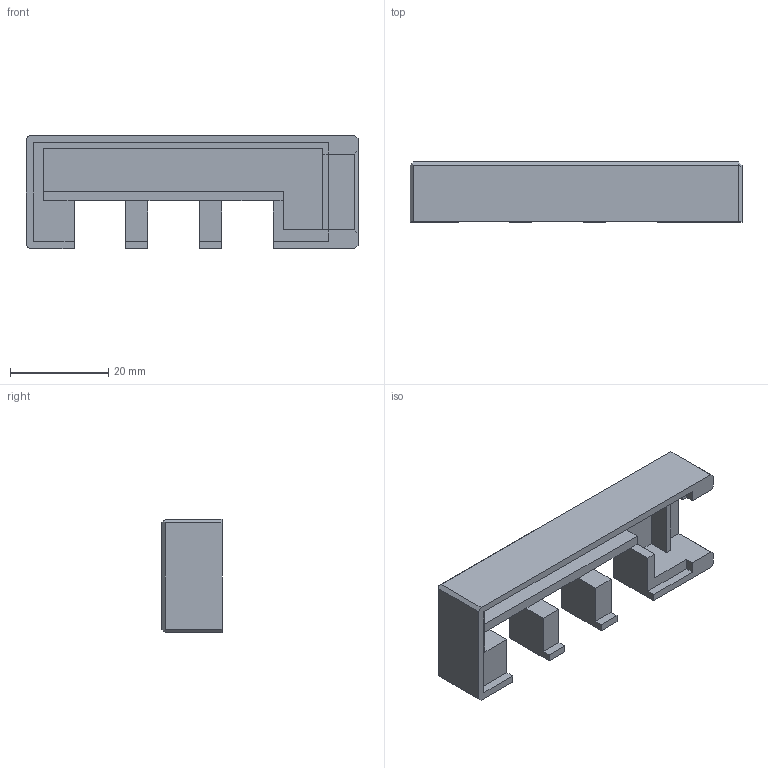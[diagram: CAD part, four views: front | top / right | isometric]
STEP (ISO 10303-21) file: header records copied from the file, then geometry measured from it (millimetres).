
FILE_DESCRIPTION(/* description */ (''),/* implementation_level */ '2;1');
FILE_NAME(/* name */ 'PowerDistriCover.step',/* time_stamp */ '2025-11-17T15:44:43+01:00',/* author */ (''),/* organization */ (''),/* preprocessor_version */ 'ST-DEVELOPER v20.1',/* originating_system */ 'Autodesk Translation Framework v14.21.0.0',/* authorisation */ '');
FILE_SCHEMA (('AUTOMOTIVE_DESIGN { 1 0 10303 214 3 1 1 }'));
Length unit declared in the file: millimetre
Products named in the file (1): Power Distri Board
Bounding box: 67.5 x 12.2 x 23.1 mm (x, y, z)
Volume: 7164.1 mm3; surface area: 6342.5 mm2
Topology: 1 solids, 1 shells, 128 faces, 336 edges, 216 vertices
Faces by surface type: plane 128
Entity records: 3861 total; most frequent: CARTESIAN_POINT 681, ORIENTED_EDGE 672, DIRECTION 594, LINE 336, VECTOR 336, EDGE_CURVE 336, VERTEX_POINT 216, EDGE_LOOP 134
